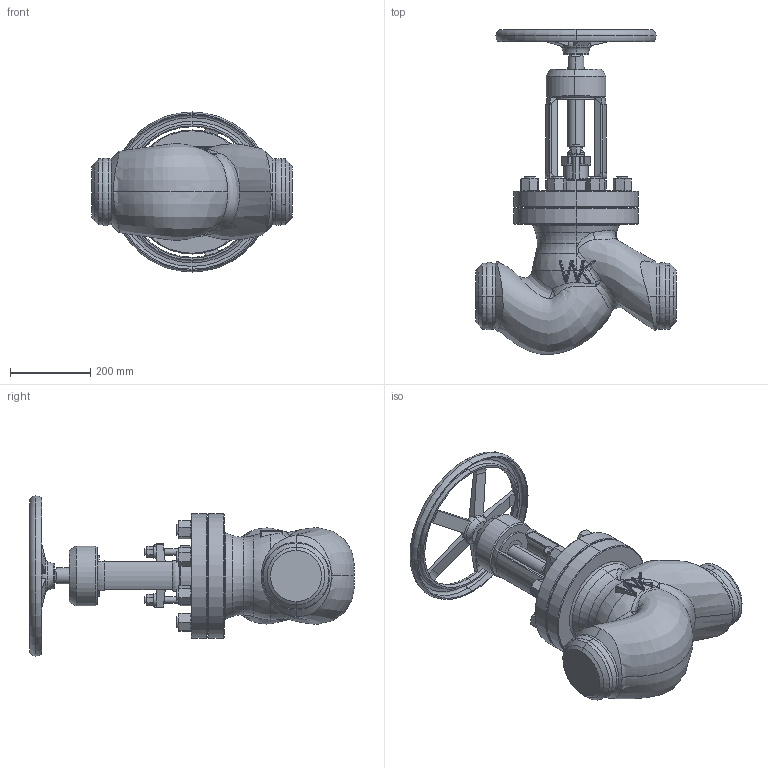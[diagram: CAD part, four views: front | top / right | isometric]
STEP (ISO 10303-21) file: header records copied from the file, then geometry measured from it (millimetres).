
FILE_DESCRIPTION (( 'STEP AP214' ), '1' );
FILE_NAME ('[125] 530S DN125 katalog uproszczony.STEP', '2015-03-18T07:07:07', ( '' ), ( '' ), 'SwSTEP 2.0', 'SolidWorks 2015', '' );
FILE_SCHEMA (( 'AUTOMOTIVE_DESIGN' ));
Length unit declared in the file: millimetre
Products named in the file (1): [125] 530S DN125 katalog uproszczony
Bounding box: 500 x 811.97 x 400 mm (x, y, z)
Volume: 29507463.5 mm3; surface area: 1182496.5 mm2
Topology: 1 solids, 1 shells, 668 faces, 1645 edges, 985 vertices
Faces by surface type: plane 210, cone 194, cylinder 161, torus 47, bspline 39, sphere 17
Entity records: 43189 total; most frequent: CARTESIAN_POINT 22986, ORIENTED_EDGE 3244, DIRECTION 2979, EDGE_CURVE 1622, AXIS2_PLACEMENT_3D 1261, VERTEX_POINT 982, EDGE_LOOP 732, ADVANCED_FACE 668
